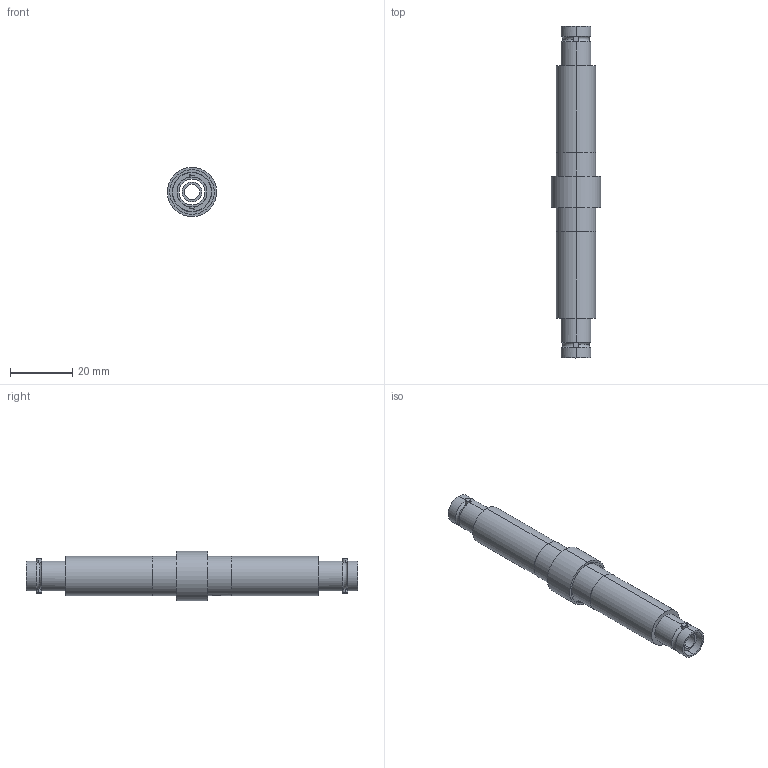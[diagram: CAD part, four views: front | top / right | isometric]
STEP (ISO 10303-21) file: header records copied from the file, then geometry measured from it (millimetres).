
FILE_DESCRIPTION (( 'STEP AP203' ), '1' );
FILE_NAME ('A0858-1.STEP', '2009-05-20T18:35:04', ( ' ' ), ( ' ' ), 'SwSTEP 2.0', 'SolidWorks 2008', '' );
FILE_SCHEMA (( 'CONFIG_CONTROL_DESIGN' ));
Length unit declared in the file: inch
Products named in the file (1): A0858-1
Bounding box: 15.85 x 106.68 x 15.85 mm (x, y, z)
Surface area: 7320 mm2 (no closed solid volume)
Topology: 0 solids, 6 shells, 63 faces, 170 edges, 116 vertices
Faces by surface type: cylinder 42, plane 15, torus 6
Entity records: 2354 total; most frequent: CARTESIAN_POINT 698, DIRECTION 336, ORIENTED_EDGE 312, EDGE_CURVE 170, AXIS2_PLACEMENT_3D 146, VERTEX_POINT 116, CIRCLE 82, EDGE_LOOP 74
